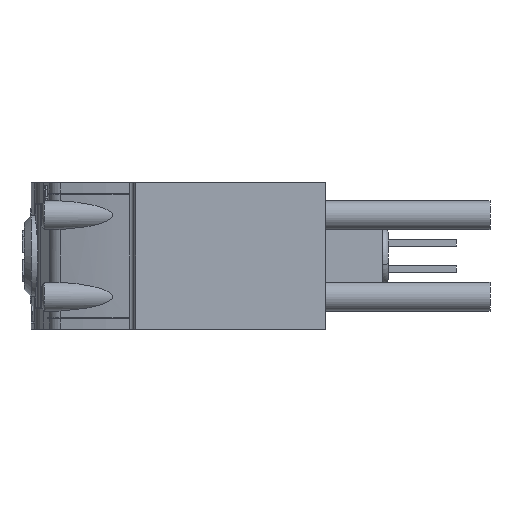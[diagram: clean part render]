
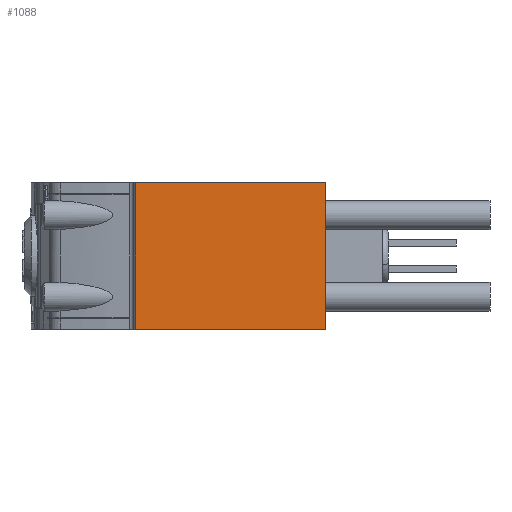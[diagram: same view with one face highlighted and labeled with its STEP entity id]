
A CAD part, left-side view. The second image highlights one B-rep face of the part: STEP entity #1088.
In plain terms, the highlighted planar face has unit normal (-1, 0, 0).
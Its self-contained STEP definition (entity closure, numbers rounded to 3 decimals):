
#73 = DIRECTION ( 'NONE',  ( 0., -1., 0. ) ) ;
#1088 = ADVANCED_FACE ( 'NONE', ( #9023 ), #13220, .F. ) ;
#1342 = CARTESIAN_POINT ( 'NONE',  ( 0., 18.368, -7.1 ) ) ;
#1664 = ORIENTED_EDGE ( 'NONE', *, *, #13127, .F. ) ;
#1826 = CARTESIAN_POINT ( 'NONE',  ( 0., 0., -7.1 ) ) ;
#2689 = VECTOR ( 'NONE', #73, 1000. ) ;
#2734 = ORIENTED_EDGE ( 'NONE', *, *, #12807, .T. ) ;
#3035 = EDGE_CURVE ( 'NONE', #9806, #16230, #5918, .T. ) ;
#3454 = DIRECTION ( 'NONE',  ( 0., 0., -1. ) ) ;
#4372 = VECTOR ( 'NONE', #11561, 1000. ) ;
#4724 = VERTEX_POINT ( 'NONE', #1826 ) ;
#4854 = DIRECTION ( 'NONE',  ( 0., -1., 0. ) ) ;
#5226 = ORIENTED_EDGE ( 'NONE', *, *, #3035, .T. ) ;
#5655 = DIRECTION ( 'NONE',  ( 0., 0., -1. ) ) ;
#5918 = LINE ( 'NONE', #7185, #10059 ) ;
#7185 = CARTESIAN_POINT ( 'NONE',  ( 0., 18.368, 7.1 ) ) ;
#7476 = LINE ( 'NONE', #17239, #4372 ) ;
#8226 = CARTESIAN_POINT ( 'NONE',  ( 0., 18.368, 7.1 ) ) ;
#8461 = ORIENTED_EDGE ( 'NONE', *, *, #17966, .F. ) ;
#8566 = EDGE_LOOP ( 'NONE', ( #2734, #1664, #8461, #5226 ) ) ;
#9023 = FACE_OUTER_BOUND ( 'NONE', #8566, .T. ) ;
#9397 = CARTESIAN_POINT ( 'NONE',  ( 0., 0., 7.1 ) ) ;
#9806 = VERTEX_POINT ( 'NONE', #8226 ) ;
#10059 = VECTOR ( 'NONE', #5655, 1000. ) ;
#10269 = VERTEX_POINT ( 'NONE', #9397 ) ;
#10370 = CARTESIAN_POINT ( 'NONE',  ( 0., 18.368, 7.1 ) ) ;
#11561 = DIRECTION ( 'NONE',  ( 0., 0., -1. ) ) ;
#12565 = CARTESIAN_POINT ( 'NONE',  ( 0., 18.368, 7.1 ) ) ;
#12807 = EDGE_CURVE ( 'NONE', #16230, #4724, #15814, .T. ) ;
#13127 = EDGE_CURVE ( 'NONE', #10269, #4724, #7476, .T. ) ;
#13220 = PLANE ( 'NONE',  #14699 ) ;
#13245 = CARTESIAN_POINT ( 'NONE',  ( 0., 18.368, -7.1 ) ) ;
#14699 = AXIS2_PLACEMENT_3D ( 'NONE', #10370, #15957, #3454 ) ;
#15317 = LINE ( 'NONE', #12565, #2689 ) ;
#15814 = LINE ( 'NONE', #13245, #17557 ) ;
#15957 = DIRECTION ( 'NONE',  ( 1., 0., 0. ) ) ;
#16230 = VERTEX_POINT ( 'NONE', #1342 ) ;
#17239 = CARTESIAN_POINT ( 'NONE',  ( 0., 0., 7.1 ) ) ;
#17557 = VECTOR ( 'NONE', #4854, 1000. ) ;
#17966 = EDGE_CURVE ( 'NONE', #9806, #10269, #15317, .T. ) ;
